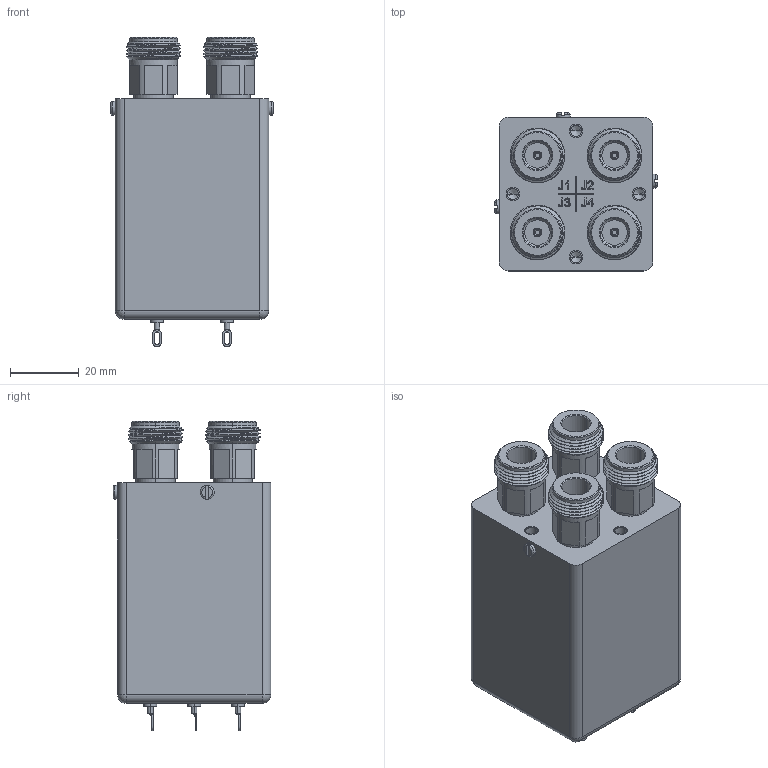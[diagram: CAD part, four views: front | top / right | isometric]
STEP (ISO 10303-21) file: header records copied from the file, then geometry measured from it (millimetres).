
FILE_DESCRIPTION (( 'STEP AP214' ), '1' );
FILE_NAME ('PE71S6463.step', '2021-02-25T20:39:45', ( '' ), ( '' ), 'SwSTEP 2.0', 'SolidWorks 2018', '' );
FILE_SCHEMA (( 'AUTOMOTIVE_DESIGN' ));
Length unit declared in the file: inch
Products named in the file (1): PE71S6463
Bounding box: 46.99 x 45.72 x 89.66 mm (x, y, z)
Volume: 134096.1 mm3; surface area: 21089.4 mm2
Topology: 2 solids, 2 shells, 1141 faces, 3069 edges, 2004 vertices
Faces by surface type: plane 619, bspline 252, cylinder 192, cone 68, torus 6, sphere 4
Entity records: 53024 total; most frequent: CARTESIAN_POINT 26209, ORIENTED_EDGE 6090, DIRECTION 4652, EDGE_CURVE 3045, VERTEX_POINT 2004, VECTOR 1850, LINE 1850, AXIS2_PLACEMENT_3D 1401
